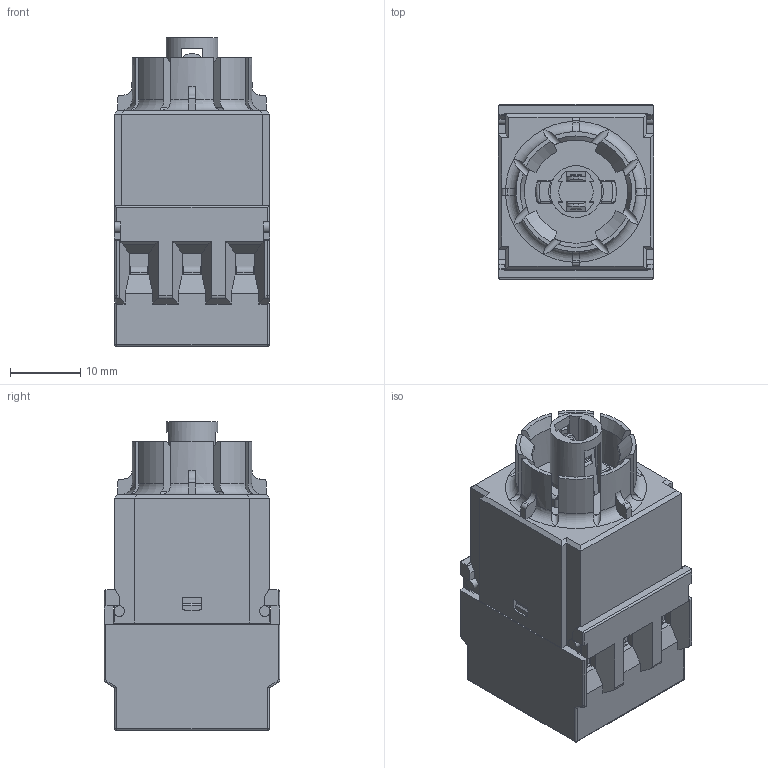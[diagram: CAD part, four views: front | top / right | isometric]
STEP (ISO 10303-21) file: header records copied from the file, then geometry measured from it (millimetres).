
FILE_DESCRIPTION(/* description */ (''),/* implementation_level */ '2;1');
FILE_NAME(/* name */ 'BFL5K_ipt.stp',/* time_stamp */ '2016-08-05T09:12:10+02:00',/* author */ ('thagel'),/* organization */ (''),/* preprocessor_version */ 'ST-DEVELOPER v15.2',/* originating_system */ 'Autodesk Inventor 2014',/* authorisation */ '');
FILE_SCHEMA (('AUTOMOTIVE_DESIGN { 1 0 10303 214 3 1 1 }'));
Products named in the file (1): 3D-Zeichnungen vereinfacht für Kunden
Bounding box: 22.2 x 25 x 43.91 mm (x, y, z)
Volume: 14182 mm3; surface area: 12769.3 mm2
Topology: 1 solids, 1 shells, 1644 faces, 4641 edges, 2989 vertices
Faces by surface type: plane 1118, cylinder 339, bspline 107, torus 40, cone 32, sphere 8
Full cylindrical faces by diameter (mm): 1.3 x2, 1.5 x4, 1.7 x6, 1.9 x6, 2.5 x6, 2.8 x6, 4 x6, 7.4 x1
Entity records: 64395 total; most frequent: CARTESIAN_POINT 23578, ORIENTED_EDGE 9044, DIRECTION 7531, EDGE_CURVE 4518, LINE 3153, VECTOR 3153, VERTEX_POINT 2957, AXIS2_PLACEMENT_3D 2189
